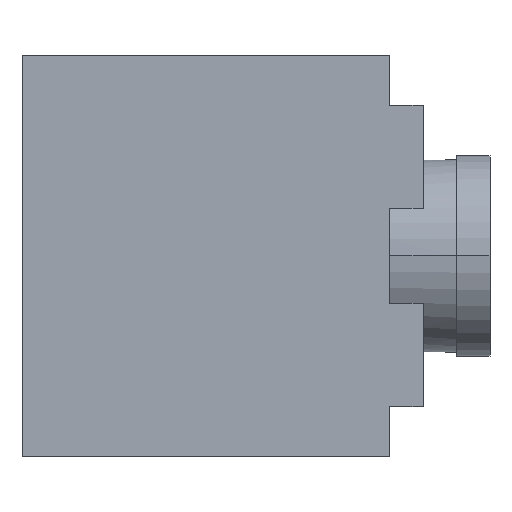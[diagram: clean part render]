
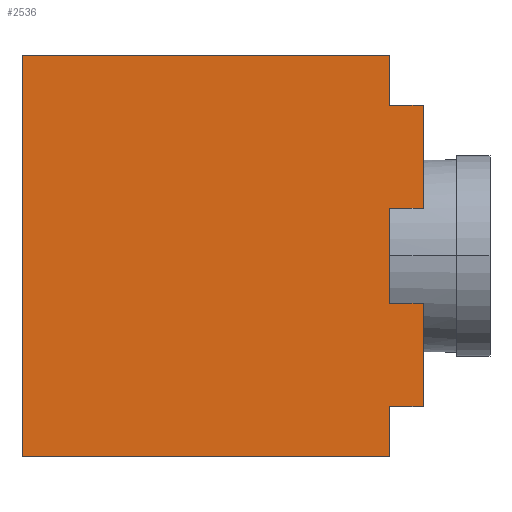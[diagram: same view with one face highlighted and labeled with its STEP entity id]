
A CAD part, top view. The second image highlights one B-rep face of the part: STEP entity #2536.
In plain terms, the highlighted planar face has unit normal (0, 0, 1).
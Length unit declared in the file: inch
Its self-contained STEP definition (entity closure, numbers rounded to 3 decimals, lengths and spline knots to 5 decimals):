
#27 = EDGE_LOOP ( 'NONE', ( #3307, #1271, #959, #2738, #2874, #143, #1275, #266, #2123, #1194, #773, #364 ) ) ;
#54 = DIRECTION ( 'NONE',  ( 1., 0., 0. ) ) ;
#86 = CARTESIAN_POINT ( 'NONE',  ( -0.07874, 0.17717, 0.09843 ) ) ;
#101 = LINE ( 'NONE', #1980, #555 ) ;
#120 = CARTESIAN_POINT ( 'NONE',  ( -0.11811, 0.23622, 0.09843 ) ) ;
#142 = DIRECTION ( 'NONE',  ( 0., -1., 0. ) ) ;
#143 = ORIENTED_EDGE ( 'NONE', *, *, #3139, .T. ) ;
#251 = EDGE_CURVE ( 'NONE', #1478, #2663, #2641, .T. ) ;
#263 = LINE ( 'NONE', #1324, #3174 ) ;
#266 = ORIENTED_EDGE ( 'NONE', *, *, #1480, .T. ) ;
#360 = FACE_OUTER_BOUND ( 'NONE', #27, .T. ) ;
#364 = ORIENTED_EDGE ( 'NONE', *, *, #1013, .F. ) ;
#373 = CARTESIAN_POINT ( 'NONE',  ( -0.11811, -0.23622, 0.09843 ) ) ;
#479 = VERTEX_POINT ( 'NONE', #986 ) ;
#555 = VECTOR ( 'NONE', #700, 39.37008 ) ;
#586 = PLANE ( 'NONE',  #1767 ) ;
#629 = LINE ( 'NONE', #1687, #794 ) ;
#667 = VERTEX_POINT ( 'NONE', #2592 ) ;
#700 = DIRECTION ( 'NONE',  ( -1., 0., 0. ) ) ;
#739 = VECTOR ( 'NONE', #54, 39.37008 ) ;
#773 = ORIENTED_EDGE ( 'NONE', *, *, #2377, .F. ) ;
#785 = CARTESIAN_POINT ( 'NONE',  ( 0.28078, 0.05589, 0.09843 ) ) ;
#794 = VECTOR ( 'NONE', #2749, 39.37008 ) ;
#858 = DIRECTION ( 'NONE',  ( 0., 0., -1. ) ) ;
#919 = VERTEX_POINT ( 'NONE', #3102 ) ;
#959 = ORIENTED_EDGE ( 'NONE', *, *, #3109, .F. ) ;
#969 = VERTEX_POINT ( 'NONE', #3192 ) ;
#973 = VERTEX_POINT ( 'NONE', #2173 ) ;
#976 = VERTEX_POINT ( 'NONE', #1629 ) ;
#981 = CARTESIAN_POINT ( 'NONE',  ( -0.55118, 0.23622, 0.09843 ) ) ;
#986 = CARTESIAN_POINT ( 'NONE',  ( -0.55118, 0.23622, 0.09843 ) ) ;
#1013 = EDGE_CURVE ( 'NONE', #479, #2323, #2428, .T. ) ;
#1035 = LINE ( 'NONE', #2442, #739 ) ;
#1194 = ORIENTED_EDGE ( 'NONE', *, *, #1267, .T. ) ;
#1204 = DIRECTION ( 'NONE',  ( 0., -1., 0. ) ) ;
#1249 = VECTOR ( 'NONE', #2513, 39.37008 ) ;
#1267 = EDGE_CURVE ( 'NONE', #919, #667, #629, .T. ) ;
#1271 = ORIENTED_EDGE ( 'NONE', *, *, #1424, .T. ) ;
#1273 = CARTESIAN_POINT ( 'NONE',  ( -0.11811, 0.23622, 0.09843 ) ) ;
#1275 = ORIENTED_EDGE ( 'NONE', *, *, #251, .F. ) ;
#1324 = CARTESIAN_POINT ( 'NONE',  ( -0.07874, -0.17717, 0.09843 ) ) ;
#1381 = VECTOR ( 'NONE', #3402, 39.37008 ) ;
#1413 = CARTESIAN_POINT ( 'NONE',  ( -0.55118, -0.23622, 0.09843 ) ) ;
#1424 = EDGE_CURVE ( 'NONE', #3078, #2621, #1035, .T. ) ;
#1455 = LINE ( 'NONE', #1476, #2080 ) ;
#1460 = VECTOR ( 'NONE', #1837, 39.37008 ) ;
#1476 = CARTESIAN_POINT ( 'NONE',  ( -0.07874, 0.17717, 0.09843 ) ) ;
#1478 = VERTEX_POINT ( 'NONE', #2995 ) ;
#1480 = EDGE_CURVE ( 'NONE', #1478, #976, #1922, .T. ) ;
#1512 = VERTEX_POINT ( 'NONE', #2612 ) ;
#1629 = CARTESIAN_POINT ( 'NONE',  ( -0.07874, 0.05589, 0.09843 ) ) ;
#1649 = EDGE_CURVE ( 'NONE', #919, #976, #1455, .T. ) ;
#1652 = DIRECTION ( 'NONE',  ( -1., 0., 0. ) ) ;
#1668 = VECTOR ( 'NONE', #2467, 39.37008 ) ;
#1687 = CARTESIAN_POINT ( 'NONE',  ( -0.07874, 0.17717, 0.09843 ) ) ;
#1767 = AXIS2_PLACEMENT_3D ( 'NONE', #2697, #858, #2198 ) ;
#1837 = DIRECTION ( 'NONE',  ( 1., 0., 0. ) ) ;
#1840 = CARTESIAN_POINT ( 'NONE',  ( -0.11811, -0.05589, 0.09843 ) ) ;
#1884 = DIRECTION ( 'NONE',  ( 0., -1., 0. ) ) ;
#1893 = EDGE_CURVE ( 'NONE', #479, #3078, #1987, .T. ) ;
#1907 = VECTOR ( 'NONE', #1884, 39.37008 ) ;
#1922 = LINE ( 'NONE', #785, #1460 ) ;
#1935 = VECTOR ( 'NONE', #1204, 39.37008 ) ;
#1980 = CARTESIAN_POINT ( 'NONE',  ( 0.28078, -0.05589, 0.09843 ) ) ;
#1987 = LINE ( 'NONE', #981, #1249 ) ;
#2080 = VECTOR ( 'NONE', #142, 39.37008 ) ;
#2123 = ORIENTED_EDGE ( 'NONE', *, *, #1649, .F. ) ;
#2168 = CARTESIAN_POINT ( 'NONE',  ( -0.11811, 0.23622, 0.09843 ) ) ;
#2173 = CARTESIAN_POINT ( 'NONE',  ( -0.11811, -0.17717, 0.09843 ) ) ;
#2198 = DIRECTION ( 'NONE',  ( -1., 0., 0. ) ) ;
#2323 = VERTEX_POINT ( 'NONE', #1273 ) ;
#2368 = CARTESIAN_POINT ( 'NONE',  ( -0.11811, 0.23622, 0.09843 ) ) ;
#2373 = EDGE_CURVE ( 'NONE', #1512, #973, #263, .T. ) ;
#2377 = EDGE_CURVE ( 'NONE', #2323, #667, #2689, .T. ) ;
#2404 = DIRECTION ( 'NONE',  ( 0., -1., 0. ) ) ;
#2428 = LINE ( 'NONE', #2946, #1668 ) ;
#2442 = CARTESIAN_POINT ( 'NONE',  ( -0.11811, -0.23622, 0.09843 ) ) ;
#2467 = DIRECTION ( 'NONE',  ( 1., 0., 0. ) ) ;
#2470 = LINE ( 'NONE', #86, #2980 ) ;
#2506 = LINE ( 'NONE', #120, #1935 ) ;
#2513 = DIRECTION ( 'NONE',  ( 0., -1., 0. ) ) ;
#2536 = ADVANCED_FACE ( 'NONE', ( #360 ), #586, .F. ) ;
#2592 = CARTESIAN_POINT ( 'NONE',  ( -0.11811, 0.17717, 0.09843 ) ) ;
#2612 = CARTESIAN_POINT ( 'NONE',  ( -0.07874, -0.17717, 0.09843 ) ) ;
#2621 = VERTEX_POINT ( 'NONE', #373 ) ;
#2641 = LINE ( 'NONE', #2368, #1381 ) ;
#2663 = VERTEX_POINT ( 'NONE', #1840 ) ;
#2689 = LINE ( 'NONE', #2168, #1907 ) ;
#2697 = CARTESIAN_POINT ( 'NONE',  ( -0.11811, 0.23622, 0.09843 ) ) ;
#2738 = ORIENTED_EDGE ( 'NONE', *, *, #2373, .F. ) ;
#2749 = DIRECTION ( 'NONE',  ( -1., 0., 0. ) ) ;
#2874 = ORIENTED_EDGE ( 'NONE', *, *, #3087, .F. ) ;
#2946 = CARTESIAN_POINT ( 'NONE',  ( -0.11811, 0.23622, 0.09843 ) ) ;
#2980 = VECTOR ( 'NONE', #2404, 39.37008 ) ;
#2995 = CARTESIAN_POINT ( 'NONE',  ( -0.11811, 0.05589, 0.09843 ) ) ;
#3078 = VERTEX_POINT ( 'NONE', #1413 ) ;
#3087 = EDGE_CURVE ( 'NONE', #969, #1512, #2470, .T. ) ;
#3102 = CARTESIAN_POINT ( 'NONE',  ( -0.07874, 0.17717, 0.09843 ) ) ;
#3109 = EDGE_CURVE ( 'NONE', #973, #2621, #2506, .T. ) ;
#3139 = EDGE_CURVE ( 'NONE', #969, #2663, #101, .T. ) ;
#3174 = VECTOR ( 'NONE', #1652, 39.37008 ) ;
#3192 = CARTESIAN_POINT ( 'NONE',  ( -0.07874, -0.05589, 0.09843 ) ) ;
#3307 = ORIENTED_EDGE ( 'NONE', *, *, #1893, .T. ) ;
#3402 = DIRECTION ( 'NONE',  ( 0., -1., 0. ) ) ;
